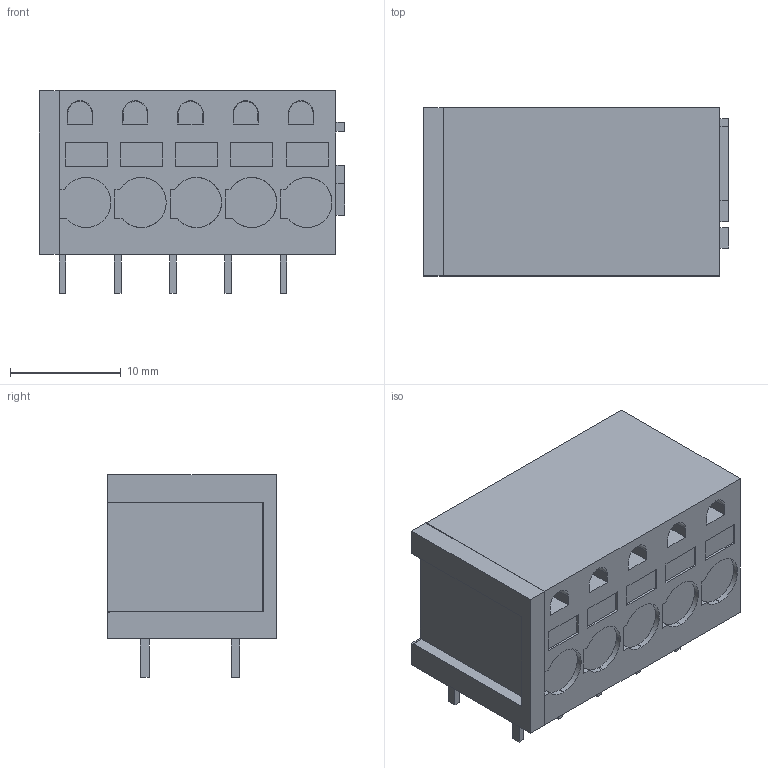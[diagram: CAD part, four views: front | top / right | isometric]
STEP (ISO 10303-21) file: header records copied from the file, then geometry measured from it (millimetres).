
FILE_DESCRIPTION(('CATIA V5 STEP Exchange','CAx-IF Rec.Pracs.--- Model Styling and Organization---1.4--- 2014-01-23'),'2;1');
FILE_NAME ('327106-4_1', '2022-08-10T10:47:09+00:00', ('none'), ('Weidmueller'), 'CATIA Version 5-6 Release 2016 SP3 HF44', 'CATIA V5 STEP AP214', 'none');
FILE_SCHEMA(('AUTOMOTIVE_DESIGN { 1 0 10303 214 1 1 1 1 }'));
Length unit declared in the file: millimetre
Products named in the file (1): 1425320000
Bounding box: 27.63 x 15.2 x 18.3 mm (x, y, z)
Volume: 5821.4 mm3; surface area: 2945.8 mm2
Topology: 11 solids, 31 shells, 358 faces, 830 edges, 553 vertices
Faces by surface type: plane 281, cylinder 42, cone 15, bspline 10, extrusion 5, torus 5
Entity records: 10858 total; most frequent: CARTESIAN_POINT 3017, ORIENTED_EDGE 1660, DIRECTION 1352, EDGE_CURVE 830, VECTOR 651, LINE 646, VERTEX_POINT 553, AXIS2_PLACEMENT_3D 395
